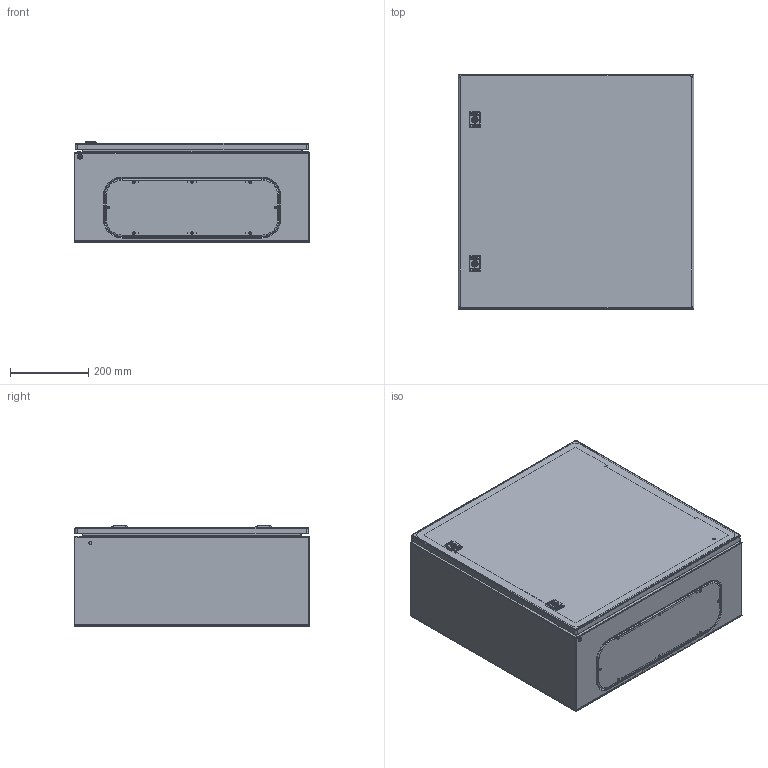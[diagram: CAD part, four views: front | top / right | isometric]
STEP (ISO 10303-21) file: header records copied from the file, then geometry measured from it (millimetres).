
FILE_DESCRIPTION(('STEP AP242'),'1');
FILE_NAME('nsycrn66250p.stp','2019-07-29T22:22:14',('TraceParts'),('TraceParts S.A.'),'Spatial InterOp 3D',' ',' ');
FILE_SCHEMA(('AP242_MANAGED_MODEL_BASED_3D_ENGINEERING_MIM_LF {1 0 10303 442 1 1 4}'));
Length unit declared in the file: millimetre
Products named in the file (1): NSYCRN66250P_ASM|BODY_CRN66_250#BODY_CRN66_250;BODY_CRN66_250
Bounding box: 600 x 601.2 x 257.61 mm (x, y, z)
Volume: 2632988.8 mm3; surface area: 3541410.1 mm2
Topology: 8 solids, 20 shells, 3829 faces, 10278 edges, 6489 vertices
Faces by surface type: plane 1495, cylinder 1162, cone 338, extrusion 292, torus 278, bspline 182, sphere 78, revolution 4
Entity records: 135262 total; most frequent: CARTESIAN_POINT 40744, ORIENTED_EDGE 20372, DIRECTION 18852, EDGE_CURVE 10186, AXIS2_PLACEMENT_3D 6638, VERTEX_POINT 6489, VECTOR 5572, LINE 5280
